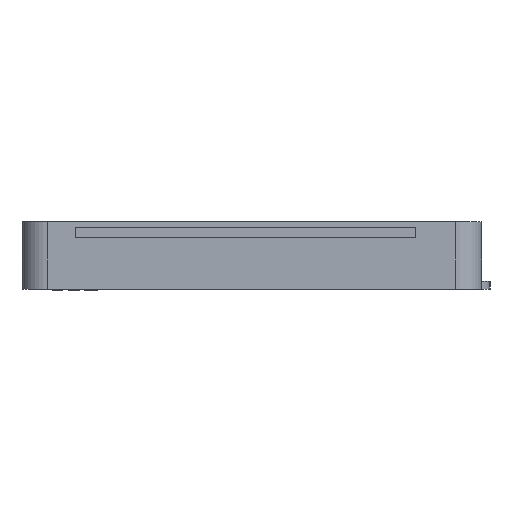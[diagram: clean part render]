
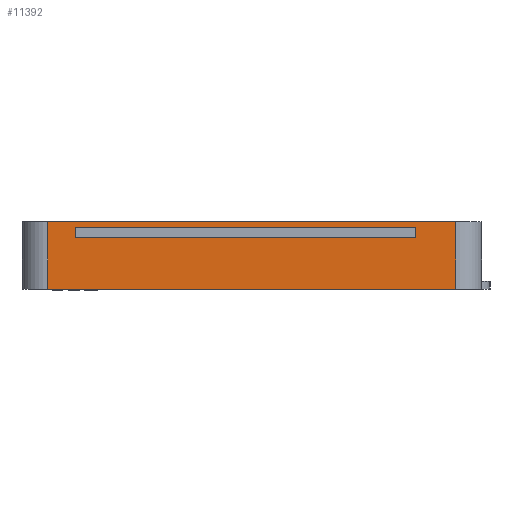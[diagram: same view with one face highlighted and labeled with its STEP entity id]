
A CAD part, left-side view. The second image highlights one B-rep face of the part: STEP entity #11392.
In plain terms, the highlighted planar face has unit normal (-1, 0, 0).
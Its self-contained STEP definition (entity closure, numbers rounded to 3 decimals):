
#1168=PLANE('',#12060);
#1416=FACE_OUTER_BOUND('',#2062,.T.);
#2062=EDGE_LOOP('',(#7814,#7815,#7816,#7817));
#2765=LINE('',#14123,#3757);
#2766=LINE('',#14126,#3758);
#2778=LINE('',#14164,#3770);
#2779=LINE('',#14165,#3771);
#3757=VECTOR('',#12416,10.);
#3758=VECTOR('',#12419,10.);
#3770=VECTOR('',#12447,10.);
#3771=VECTOR('',#12448,10.);
#4820=VERTEX_POINT('',#14116);
#4823=VERTEX_POINT('',#14121);
#4824=VERTEX_POINT('',#14125);
#4842=VERTEX_POINT('',#14163);
#6011=EDGE_CURVE('',#4823,#4820,#2765,.T.);
#6012=EDGE_CURVE('',#4820,#4824,#2766,.T.);
#6031=EDGE_CURVE('',#4842,#4823,#2778,.T.);
#6032=EDGE_CURVE('',#4824,#4842,#2779,.T.);
#7814=ORIENTED_EDGE('',*,*,#6011,.F.);
#7815=ORIENTED_EDGE('',*,*,#6031,.F.);
#7816=ORIENTED_EDGE('',*,*,#6032,.F.);
#7817=ORIENTED_EDGE('',*,*,#6012,.F.);
#11392=ADVANCED_FACE('',(#1416),#1168,.T.);
#12060=AXIS2_PLACEMENT_3D('',#14162,#12445,#12446);
#12416=DIRECTION('',(0.,0.,1.));
#12419=DIRECTION('',(0.,-1.,0.));
#12445=DIRECTION('center_axis',(-1.,0.,0.));
#12446=DIRECTION('ref_axis',(0.,-1.,0.));
#12447=DIRECTION('',(0.,1.,0.));
#12448=DIRECTION('',(0.,0.,-1.));
#14116=CARTESIAN_POINT('',(-77.006,70.871,13.));
#14121=CARTESIAN_POINT('',(-77.006,70.871,0.));
#14123=CARTESIAN_POINT('',(-77.006,70.871,0.));
#14125=CARTESIAN_POINT('',(-77.006,-7.929,13.));
#14126=CARTESIAN_POINT('',(-77.006,-12.929,13.));
#14162=CARTESIAN_POINT('Origin',(-77.006,75.871,0.));
#14163=CARTESIAN_POINT('',(-77.006,-7.929,0.));
#14164=CARTESIAN_POINT('',(-77.006,-12.929,0.));
#14165=CARTESIAN_POINT('',(-77.006,-7.929,0.));
